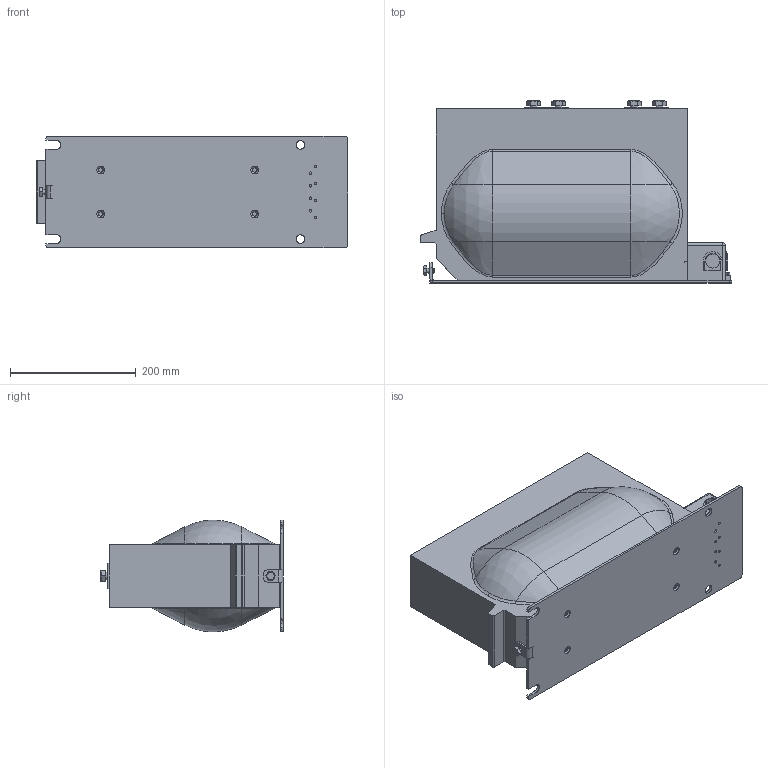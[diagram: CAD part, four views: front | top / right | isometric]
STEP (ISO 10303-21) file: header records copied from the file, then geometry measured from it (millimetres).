
FILE_DESCRIPTION (( 'STEP AP214' ), '1' );
FILE_NAME ('24226-021_DAM-24h_5-1500A_v4.STEP', '2026-03-25T09:41:11', ( '' ), ( '' ), 'SwSTEP 2.0', 'SolidWorks 2020', '' );
FILE_SCHEMA (( 'AUTOMOTIVE_DESIGN' ));
Length unit declared in the file: millimetre
Products named in the file (1): 24226-021_DAM-24h_5-1500A_v4
Bounding box: 495 x 290 x 178 mm (x, y, z)
Volume: 12815160.5 mm3; surface area: 740543.4 mm2
Topology: 1 solids, 6 shells, 529 faces, 1362 edges, 868 vertices
Faces by surface type: plane 287, cylinder 176, cone 28, torus 22, sphere 8, bspline 8
Entity records: 23361 total; most frequent: CARTESIAN_POINT 4486, DIRECTION 2748, ORIENTED_EDGE 2716, EDGE_CURVE 1358, AXIS2_PLACEMENT_3D 940, VERTEX_POINT 868, LINE 868, VECTOR 868
